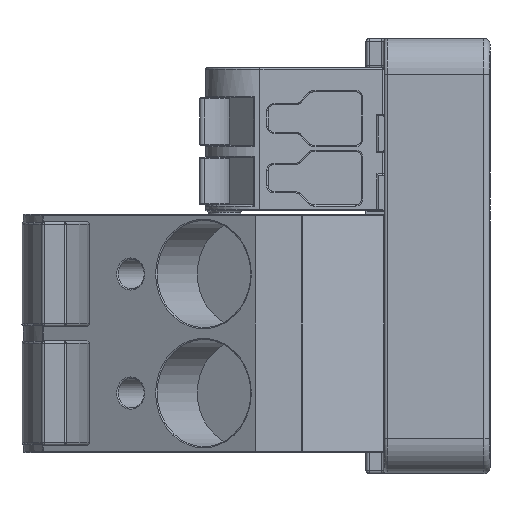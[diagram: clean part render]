
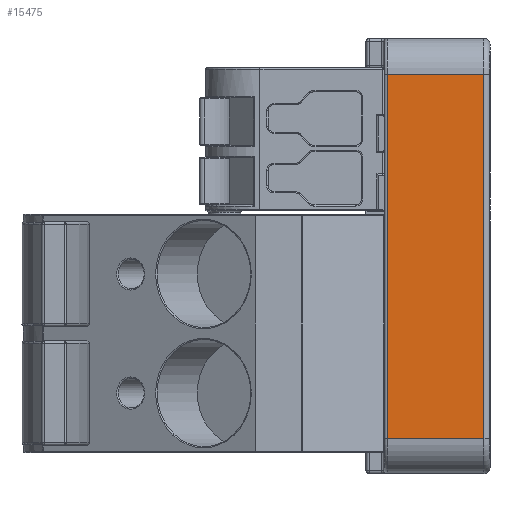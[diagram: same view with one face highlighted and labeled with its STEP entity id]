
A CAD part, left-side view. The second image highlights one B-rep face of the part: STEP entity #15475.
In plain terms, the highlighted planar face has unit normal (-1, 0, 0).
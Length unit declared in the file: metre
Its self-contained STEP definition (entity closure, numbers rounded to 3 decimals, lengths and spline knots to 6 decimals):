
#3481=ORIENTED_EDGE('',*,*,#7041,.T.);
#3482=ORIENTED_EDGE('',*,*,#7043,.T.);
#3483=ORIENTED_EDGE('',*,*,#6736,.F.);
#3484=ORIENTED_EDGE('',*,*,#7044,.T.);
#6736=EDGE_CURVE('',#8600,#8601,#9783,.T.);
#7041=EDGE_CURVE('',#8860,#8859,#10021,.T.);
#7043=EDGE_CURVE('',#8859,#8601,#10022,.T.);
#7044=EDGE_CURVE('',#8600,#8860,#10023,.T.);
#8600=VERTEX_POINT('',#28550);
#8601=VERTEX_POINT('',#28552);
#8859=VERTEX_POINT('',#29272);
#8860=VERTEX_POINT('',#29274);
#9783=LINE('',#28551,#10981);
#10021=LINE('',#29273,#11219);
#10022=LINE('',#29277,#11220);
#10023=LINE('',#29278,#11221);
#10981=VECTOR('',#23570,1.);
#11219=VECTOR('',#23992,1.);
#11220=VECTOR('',#23997,1.);
#11221=VECTOR('',#23998,1.);
#12263=EDGE_LOOP('',(#3481,#3482,#3483,#3484));
#13399=FACE_BOUND('',#12263,.T.);
#14187=PLANE('',#20678);
#15475=ADVANCED_FACE('Face appearance 3',(#13399),#14187,.F.);
#20678=AXIS2_PLACEMENT_3D('',#29276,#23995,#23996);
#23570=DIRECTION('',(0.,-1.,0.));
#23992=DIRECTION('',(0.,-1.,0.));
#23995=DIRECTION('',(1.,0.,0.));
#23996=DIRECTION('',(0.,-1.,0.));
#23997=DIRECTION('',(0.,0.,1.));
#23998=DIRECTION('',(0.,0.,-1.));
#28550=CARTESIAN_POINT('',(-0.033826,0.00127,0.030744));
#28551=CARTESIAN_POINT('',(-0.033826,0.001524,0.030744));
#28552=CARTESIAN_POINT('',(-0.033826,-0.006858,0.030744));
#29272=CARTESIAN_POINT('',(-0.033826,-0.006858,0.000152));
#29273=CARTESIAN_POINT('',(-0.033826,0.001524,0.000152));
#29274=CARTESIAN_POINT('',(-0.033826,0.00127,0.000152));
#29276=CARTESIAN_POINT('',(-0.033826,0.001524,0.030744));
#29277=CARTESIAN_POINT('',(-0.033826,-0.006858,0.030744));
#29278=CARTESIAN_POINT('',(-0.033826,0.00127,0.000152));
